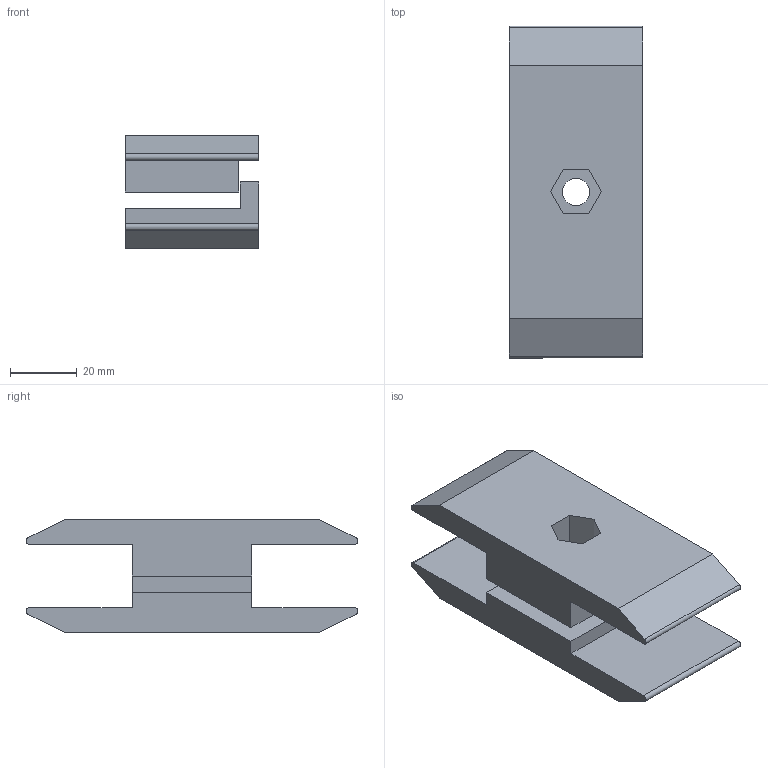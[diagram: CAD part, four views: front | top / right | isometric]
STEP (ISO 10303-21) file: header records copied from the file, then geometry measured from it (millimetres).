
FILE_DESCRIPTION(/* description */ (''),/* implementation_level */ '2;1');
FILE_NAME(/* name */ 'Connecteur droit.step',/* time_stamp */ '2024-01-07T14:16:00+01:00',/* author */ (''),/* organization */ (''),/* preprocessor_version */ 'ST-DEVELOPER v19.2',/* originating_system */ 'Autodesk Translation Framework v12.4.0.73',/* authorisation */ '');
FILE_SCHEMA (('AUTOMOTIVE_DESIGN { 1 0 10303 214 3 1 1 }'));
Length unit declared in the file: millimetre
Products named in the file (3): liaison droite; Composant1; Composant2
Assembly tree (2 placements, depth 2):
  liaison droite
    Composant1
    Composant2
Bounding box: 40 x 99.26 x 34 mm (x, y, z)
Volume: 70744.8 mm3; surface area: 22336.1 mm2
Topology: 2 solids, 2 shells, 36 faces, 92 edges, 61 vertices
Faces by surface type: plane 29, cylinder 6, cone 1
Full cylindrical faces by diameter (mm): 8.2 x2
Entity records: 1174 total; most frequent: CARTESIAN_POINT 194, DIRECTION 187, ORIENTED_EDGE 184, EDGE_CURVE 92, LINE 79, VECTOR 79, VERTEX_POINT 61, AXIS2_PLACEMENT_3D 54
